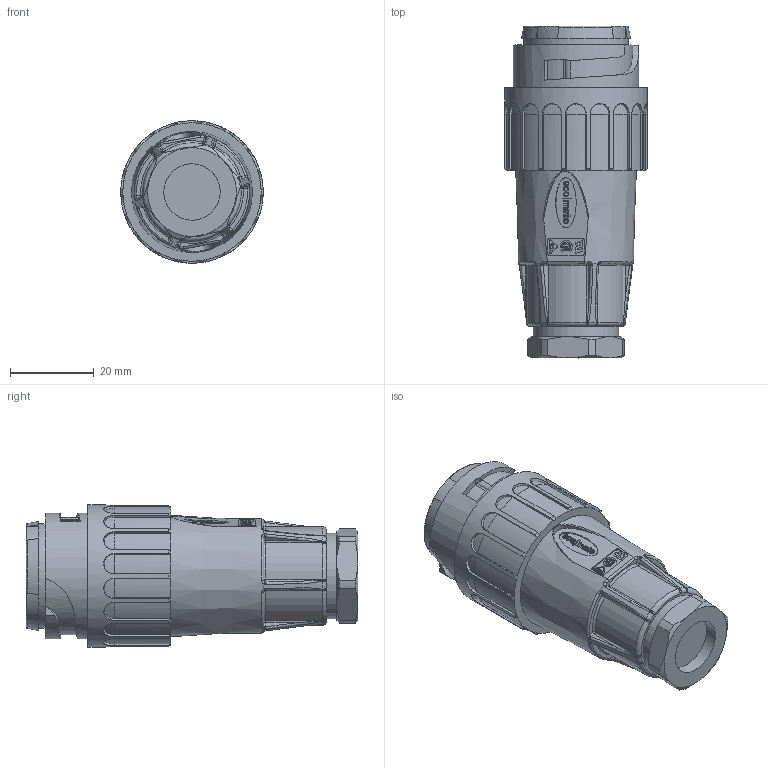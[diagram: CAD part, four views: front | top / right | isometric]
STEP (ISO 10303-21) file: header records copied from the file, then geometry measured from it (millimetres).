
FILE_DESCRIPTION(/* description */ (''),/* implementation_level */ '2;1');
FILE_NAME(/* name */ 'c016 10h015 003 1nxc001-01.stp',/* time_stamp */ '2019-07-08T08:54:22+02:00',/* author */ (''),/* organization */ (''),/* preprocessor_version */ 'ST-DEVELOPER v16.7',/* originating_system */ 'SIEMENS PLM Software NX 12.0',/* authorisation */ '');
FILE_SCHEMA (('AUTOMOTIVE_DESIGN { 1 0 10303 214 3 1 1 1 }'));
Length unit declared in the file: millimetre
Products named in the file (1): c016 10h015 003 1nxc001-01
Bounding box: 34 x 79.22 x 34 mm (x, y, z)
Volume: 42940.4 mm3; surface area: 11383.9 mm2
Topology: 1 solids, 1 shells, 1340 faces, 3604 edges, 2333 vertices
Faces by surface type: plane 758, cylinder 267, bspline 162, cone 78, torus 38, sphere 30, extrusion 7
Full cylindrical faces by diameter (mm): 0.12 x1, 0.24 x2, 0.25 x1, 3.4 x4, 4.7 x2, 13.5 x1, 18 x1, 20.4 x1, 22.1 x1, 25 x1, 30 x1, 34 x1
Entity records: 44320 total; most frequent: CARTESIAN_POINT 13237, ORIENTED_EDGE 7032, DIRECTION 5700, EDGE_CURVE 3516, VERTEX_POINT 2299, VECTOR 2106, LINE 2099, AXIS2_PLACEMENT_3D 1797
